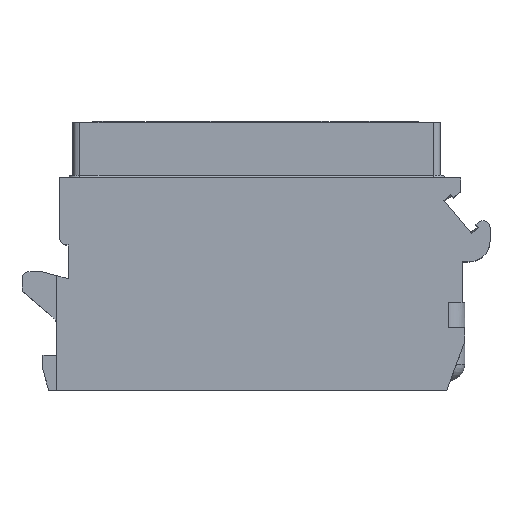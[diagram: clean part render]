
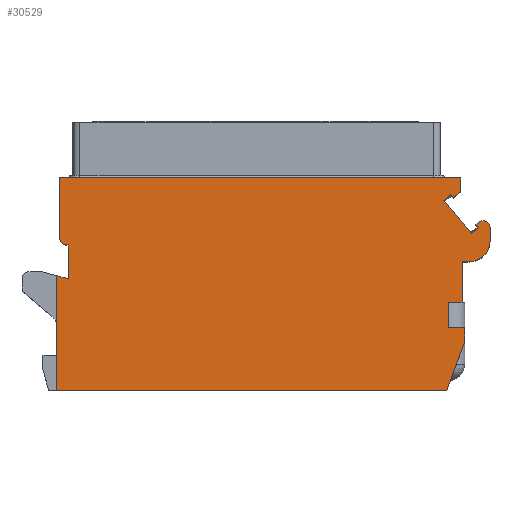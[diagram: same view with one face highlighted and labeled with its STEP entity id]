
A CAD part, top view. The second image highlights one B-rep face of the part: STEP entity #30529.
In plain terms, the highlighted planar face has unit normal (0, 0, 1).
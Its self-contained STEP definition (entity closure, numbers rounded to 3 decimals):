
#98=DIRECTION('',(0.643,-0.766,0.));
#99=VECTOR('',#98,0.3);
#100=CARTESIAN_POINT('',(15.698,11.873,7.));
#101=LINE('',#100,#99);
#102=DIRECTION('',(0.766,0.643,0.));
#103=VECTOR('',#102,0.236);
#104=CARTESIAN_POINT('',(15.698,11.873,7.));
#105=LINE('',#104,#103);
#106=DIRECTION('',(0.,1.,0.));
#107=VECTOR('',#106,0.942);
#108=CARTESIAN_POINT('',(16.7,10.7,7.));
#109=LINE('',#108,#107);
#110=DIRECTION('',(-1.,0.,0.));
#111=VECTOR('',#110,0.5);
#112=CARTESIAN_POINT('',(15.2,9.2,7.));
#113=LINE('',#112,#111);
#114=DIRECTION('',(0.,-1.,0.));
#115=VECTOR('',#114,2.9);
#116=CARTESIAN_POINT('',(14.7,9.2,7.));
#117=LINE('',#116,#115);
#118=DIRECTION('',(-1.,0.,0.));
#119=VECTOR('',#118,1.);
#120=CARTESIAN_POINT('',(14.7,6.3,7.));
#121=LINE('',#120,#119);
#122=DIRECTION('',(0.,-1.,0.));
#123=VECTOR('',#122,1.8);
#124=CARTESIAN_POINT('',(13.7,6.3,7.));
#125=LINE('',#124,#123);
#126=DIRECTION('',(1.,0.,0.));
#127=VECTOR('',#126,1.2);
#128=CARTESIAN_POINT('',(13.7,4.5,7.));
#129=LINE('',#128,#127);
#130=DIRECTION('',(0.,-1.,0.));
#131=VECTOR('',#130,1.);
#132=CARTESIAN_POINT('',(14.9,4.5,7.));
#133=LINE('',#132,#131);
#134=DIRECTION('',(-0.348,-0.937,0.));
#135=VECTOR('',#134,3.734);
#136=CARTESIAN_POINT('',(14.9,3.5,7.));
#137=LINE('',#136,#135);
#138=DIRECTION('',(1.,0.,0.));
#139=VECTOR('',#138,27.9);
#140=CARTESIAN_POINT('',(-14.3,0.,7.));
#141=LINE('',#140,#139);
#142=DIRECTION('',(0.966,-0.259,0.));
#143=VECTOR('',#142,0.828);
#144=CARTESIAN_POINT('',(-14.3,8.205,7.));
#145=LINE('',#144,#143);
#146=DIRECTION('',(0.,1.,0.));
#147=VECTOR('',#146,2.409);
#148=CARTESIAN_POINT('',(-13.5,7.991,7.));
#149=LINE('',#148,#147);
#150=DIRECTION('',(-1.,0.,0.));
#151=VECTOR('',#150,0.1);
#152=CARTESIAN_POINT('',(-13.5,10.4,7.));
#153=LINE('',#152,#151);
#154=CARTESIAN_POINT('',(-13.6,10.9,7.));
#155=DIRECTION('',(0.,0.,1.));
#156=DIRECTION('',(-1.,0.,0.));
#157=AXIS2_PLACEMENT_3D('',#154,#155,#156);
#159=DIRECTION('',(0.,-1.,0.));
#160=VECTOR('',#159,4.3);
#161=CARTESIAN_POINT('',(-14.1,15.2,7.));
#162=LINE('',#161,#160);
#163=DIRECTION('',(-1.,0.,0.));
#164=VECTOR('',#163,28.7);
#165=CARTESIAN_POINT('',(14.6,15.2,7.));
#166=LINE('',#165,#164);
#167=DIRECTION('',(0.,-1.,0.));
#168=VECTOR('',#167,0.985);
#169=CARTESIAN_POINT('',(14.6,15.2,7.));
#170=LINE('',#169,#168);
#171=DIRECTION('',(-0.766,-0.643,0.));
#172=VECTOR('',#171,0.665);
#173=CARTESIAN_POINT('',(14.6,14.215,7.));
#174=LINE('',#173,#172);
#175=DIRECTION('',(0.643,-0.766,0.));
#176=VECTOR('',#175,0.3);
#177=CARTESIAN_POINT('',(13.898,14.018,7.));
#178=LINE('',#177,#176);
#179=DIRECTION('',(0.643,-0.766,0.));
#180=VECTOR('',#179,3.1);
#181=CARTESIAN_POINT('',(13.4,13.6,7.));
#182=LINE('',#181,#180);
#195=CARTESIAN_POINT('',(16.2,11.642,7.));
#196=DIRECTION('',(0.,0.,1.));
#197=DIRECTION('',(1.,0.,0.));
#198=AXIS2_PLACEMENT_3D('',#195,#196,#197);
#222=CARTESIAN_POINT('',(15.2,10.7,7.));
#223=DIRECTION('',(0.,0.,-1.));
#224=DIRECTION('',(1.,0.,0.));
#225=AXIS2_PLACEMENT_3D('',#222,#223,#224);
#448=DIRECTION('',(0.,-1.,0.));
#449=VECTOR('',#448,8.205);
#450=CARTESIAN_POINT('',(-14.3,8.205,7.));
#451=LINE('',#450,#449);
#664=DIRECTION('',(0.766,0.643,0.));
#665=VECTOR('',#664,0.65);
#666=CARTESIAN_POINT('',(13.4,13.6,7.));
#667=LINE('',#666,#665);
#688=DIRECTION('',(-0.766,-0.643,0.));
#689=VECTOR('',#688,0.65);
#690=CARTESIAN_POINT('',(15.891,11.643,7.));
#691=LINE('',#690,#689);
#23562=CARTESIAN_POINT('',(-13.5,7.991,7.));
#23563=CARTESIAN_POINT('',(-13.5,10.4,7.));
#23564=VERTEX_POINT('',#23562);
#23565=VERTEX_POINT('',#23563);
#23566=CARTESIAN_POINT('',(-14.1,10.9,7.));
#23567=CARTESIAN_POINT('',(-13.6,10.4,7.));
#23568=VERTEX_POINT('',#23566);
#23569=VERTEX_POINT('',#23567);
#23570=CARTESIAN_POINT('',(-14.1,15.2,7.));
#23571=VERTEX_POINT('',#23570);
#23572=CARTESIAN_POINT('',(-14.3,8.205,7.));
#23574=VERTEX_POINT('',#23572);
#23584=CARTESIAN_POINT('',(-14.3,0.,7.));
#23585=VERTEX_POINT('',#23584);
#23628=CARTESIAN_POINT('',(14.7,9.2,7.));
#23630=VERTEX_POINT('',#23628);
#23644=CARTESIAN_POINT('',(14.7,6.3,7.));
#23645=CARTESIAN_POINT('',(13.7,6.3,7.));
#23646=VERTEX_POINT('',#23644);
#23647=VERTEX_POINT('',#23645);
#23648=CARTESIAN_POINT('',(13.7,4.5,7.));
#23649=VERTEX_POINT('',#23648);
#23650=CARTESIAN_POINT('',(14.9,4.5,7.));
#23651=VERTEX_POINT('',#23650);
#23652=CARTESIAN_POINT('',(14.9,3.5,7.));
#23653=VERTEX_POINT('',#23652);
#23654=CARTESIAN_POINT('',(13.6,0.,7.));
#23655=VERTEX_POINT('',#23654);
#23657=CARTESIAN_POINT('',(16.7,10.7,7.));
#23659=VERTEX_POINT('',#23657);
#23661=CARTESIAN_POINT('',(15.2,9.2,7.));
#23663=VERTEX_POINT('',#23661);
#23685=CARTESIAN_POINT('',(14.6,15.2,7.));
#23686=CARTESIAN_POINT('',(14.6,14.215,7.));
#23687=VERTEX_POINT('',#23685);
#23688=VERTEX_POINT('',#23686);
#23690=CARTESIAN_POINT('',(16.7,11.642,7.));
#23692=VERTEX_POINT('',#23690);
#23694=CARTESIAN_POINT('',(15.879,12.025,7.));
#23696=VERTEX_POINT('',#23694);
#26139=CARTESIAN_POINT('',(15.393,11.225,7.));
#26141=VERTEX_POINT('',#26139);
#26149=CARTESIAN_POINT('',(13.4,13.6,7.));
#26150=VERTEX_POINT('',#26149);
#26155=CARTESIAN_POINT('',(14.091,13.788,7.));
#26156=VERTEX_POINT('',#26155);
#26158=CARTESIAN_POINT('',(13.898,14.018,7.));
#26160=VERTEX_POINT('',#26158);
#26165=CARTESIAN_POINT('',(15.698,11.873,7.));
#26166=VERTEX_POINT('',#26165);
#26167=CARTESIAN_POINT('',(15.891,11.643,7.));
#26169=VERTEX_POINT('',#26167);
#30471=CARTESIAN_POINT('',(0.,0.,7.));
#30472=DIRECTION('',(0.,0.,1.));
#30473=DIRECTION('',(1.,0.,0.));
#30474=AXIS2_PLACEMENT_3D('',#30471,#30472,#30473);
#30475=PLANE('',#30474);
#30476=ORIENTED_EDGE('',*,*,#30461,.F.);
#30478=ORIENTED_EDGE('',*,*,#30477,.T.);
#30480=ORIENTED_EDGE('',*,*,#30479,.F.);
#30482=ORIENTED_EDGE('',*,*,#30481,.F.);
#30484=ORIENTED_EDGE('',*,*,#30483,.T.);
#30486=ORIENTED_EDGE('',*,*,#30485,.T.);
#30488=ORIENTED_EDGE('',*,*,#30487,.T.);
#30490=ORIENTED_EDGE('',*,*,#30489,.T.);
#30492=ORIENTED_EDGE('',*,*,#30491,.T.);
#30494=ORIENTED_EDGE('',*,*,#30493,.T.);
#30496=ORIENTED_EDGE('',*,*,#30495,.T.);
#30498=ORIENTED_EDGE('',*,*,#30497,.T.);
#30500=ORIENTED_EDGE('',*,*,#30499,.F.);
#30502=ORIENTED_EDGE('',*,*,#30501,.F.);
#30504=ORIENTED_EDGE('',*,*,#30503,.T.);
#30506=ORIENTED_EDGE('',*,*,#30505,.T.);
#30508=ORIENTED_EDGE('',*,*,#30507,.T.);
#30510=ORIENTED_EDGE('',*,*,#30509,.F.);
#30512=ORIENTED_EDGE('',*,*,#30511,.F.);
#30514=ORIENTED_EDGE('',*,*,#30513,.F.);
#30516=ORIENTED_EDGE('',*,*,#30515,.T.);
#30518=ORIENTED_EDGE('',*,*,#30517,.T.);
#30520=ORIENTED_EDGE('',*,*,#30519,.F.);
#30522=ORIENTED_EDGE('',*,*,#30521,.F.);
#30524=ORIENTED_EDGE('',*,*,#30523,.T.);
#30526=ORIENTED_EDGE('',*,*,#30525,.F.);
#30527=EDGE_LOOP('',(#30476,#30478,#30480,#30482,#30484,#30486,#30488,#30490,
#30492,#30494,#30496,#30498,#30500,#30502,#30504,#30506,#30508,#30510,#30512,
#30514,#30516,#30518,#30520,#30522,#30524,#30526));
#30528=FACE_OUTER_BOUND('',#30527,.F.);
#30529=ADVANCED_FACE('',(#30528),#30475,.T.);
#158=CIRCLE('',#157,0.5);
#199=CIRCLE('',#198,0.5);
#226=CIRCLE('',#225,1.5);
#30461=EDGE_CURVE('',#26166,#26169,#101,.T.);
#30477=EDGE_CURVE('',#26166,#23696,#105,.T.);
#30479=EDGE_CURVE('',#23692,#23696,#199,.T.);
#30481=EDGE_CURVE('',#23659,#23692,#109,.T.);
#30483=EDGE_CURVE('',#23659,#23663,#226,.T.);
#30485=EDGE_CURVE('',#23663,#23630,#113,.T.);
#30487=EDGE_CURVE('',#23630,#23646,#117,.T.);
#30489=EDGE_CURVE('',#23646,#23647,#121,.T.);
#30491=EDGE_CURVE('',#23647,#23649,#125,.T.);
#30493=EDGE_CURVE('',#23649,#23651,#129,.T.);
#30495=EDGE_CURVE('',#23651,#23653,#133,.T.);
#30497=EDGE_CURVE('',#23653,#23655,#137,.T.);
#30499=EDGE_CURVE('',#23585,#23655,#141,.T.);
#30501=EDGE_CURVE('',#23574,#23585,#451,.T.);
#30503=EDGE_CURVE('',#23574,#23564,#145,.T.);
#30505=EDGE_CURVE('',#23564,#23565,#149,.T.);
#30507=EDGE_CURVE('',#23565,#23569,#153,.T.);
#30509=EDGE_CURVE('',#23568,#23569,#158,.T.);
#30511=EDGE_CURVE('',#23571,#23568,#162,.T.);
#30513=EDGE_CURVE('',#23687,#23571,#166,.T.);
#30515=EDGE_CURVE('',#23687,#23688,#170,.T.);
#30517=EDGE_CURVE('',#23688,#26156,#174,.T.);
#30519=EDGE_CURVE('',#26160,#26156,#178,.T.);
#30521=EDGE_CURVE('',#26150,#26160,#667,.T.);
#30523=EDGE_CURVE('',#26150,#26141,#182,.T.);
#30525=EDGE_CURVE('',#26169,#26141,#691,.T.);
